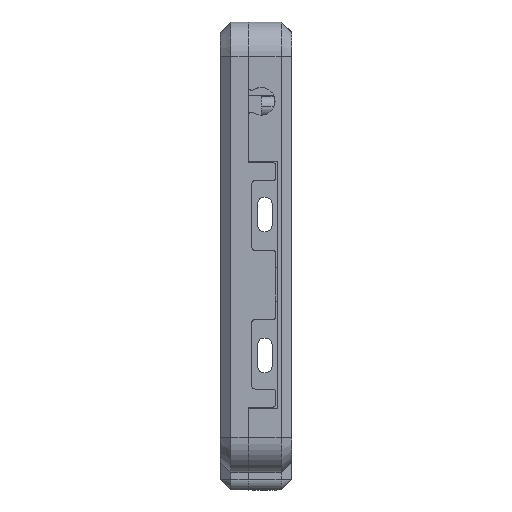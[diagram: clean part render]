
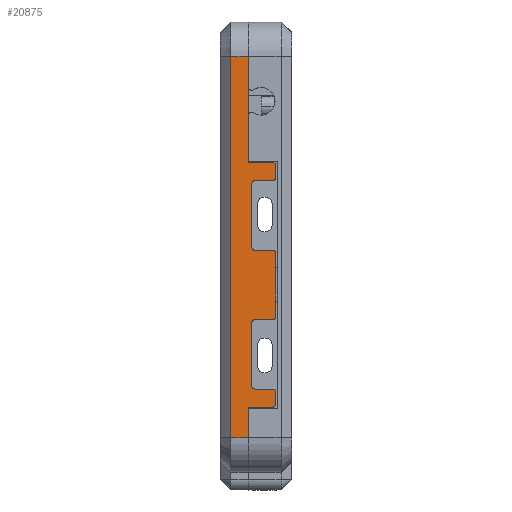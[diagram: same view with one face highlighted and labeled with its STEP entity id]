
A CAD part, left-side view. The second image highlights one B-rep face of the part: STEP entity #20875.
In plain terms, the highlighted planar face has unit normal (-1, 0, 0).
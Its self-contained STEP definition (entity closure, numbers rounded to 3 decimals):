
#18380=DIRECTION('',(0.,0.,1.));
#18381=VECTOR('',#18380,109.83);
#18382=CARTESIAN_POINT('',(-149.815,2.75,
19.017));
#18383=LINE('',#18382,#18381);
#18384=DIRECTION('',(0.,-1.,0.));
#18385=VECTOR('',#18384,5.);
#18386=CARTESIAN_POINT('',(-149.815,2.75,
128.847));
#18387=LINE('',#18386,#18385);
#18388=DIRECTION('',(0.,0.,-1.));
#18389=VECTOR('',#18388,30.547);
#18390=CARTESIAN_POINT('',(-149.815,-2.25,128.847));
#18391=LINE('',#18390,#18389);
#18392=DIRECTION('',(0.,-1.,0.));
#18393=VECTOR('',#18392,7.);
#18394=CARTESIAN_POINT('',(-149.815,-2.25,98.3));
#18395=LINE('',#18394,#18393);
#18396=CARTESIAN_POINT('',(-149.815,-9.25,97.3));
#18397=DIRECTION('',(1.,0.,0.));
#18398=DIRECTION('',(0.,0.,1.));
#18399=AXIS2_PLACEMENT_3D('',#18396,#18397,#18398);
#18401=DIRECTION('',(0.,0.,-1.));
#18402=VECTOR('',#18401,3.2);
#18403=CARTESIAN_POINT('',(-149.815,-10.25,97.3));
#18404=LINE('',#18403,#18402);
#18405=CARTESIAN_POINT('',(-149.815,-9.25,94.1));
#18406=DIRECTION('',(1.,0.,0.));
#18407=DIRECTION('',(0.,-1.,0.));
#18408=AXIS2_PLACEMENT_3D('',#18405,#18406,#18407);
#18410=CARTESIAN_POINT('',(-149.815,-4.25,92.1));
#18411=DIRECTION('',(-1.,0.,0.));
#18412=DIRECTION('',(0.,0.,1.));
#18413=AXIS2_PLACEMENT_3D('',#18410,#18411,#18412);
#18415=CARTESIAN_POINT('',(-149.815,-4.25,74.1));
#18416=DIRECTION('',(-1.,0.,0.));
#18417=DIRECTION('',(0.,1.,0.));
#18418=AXIS2_PLACEMENT_3D('',#18415,#18416,#18417);
#18420=DIRECTION('',(0.,-1.,0.));
#18421=VECTOR('',#18420,5.);
#18422=CARTESIAN_POINT('',(-149.815,-4.25,73.1));
#18423=LINE('',#18422,#18421);
#18424=CARTESIAN_POINT('',(-149.815,-9.25,72.1));
#18425=DIRECTION('',(1.,0.,0.));
#18426=DIRECTION('',(0.,0.,1.));
#18427=AXIS2_PLACEMENT_3D('',#18424,#18425,#18426);
#18429=DIRECTION('',(0.,0.,-1.));
#18430=VECTOR('',#18429,18.);
#18431=CARTESIAN_POINT('',(-149.815,-10.25,72.1));
#18432=LINE('',#18431,#18430);
#18433=CARTESIAN_POINT('',(-149.815,-9.25,54.1));
#18434=DIRECTION('',(1.,0.,0.));
#18435=DIRECTION('',(0.,-1.,0.));
#18436=AXIS2_PLACEMENT_3D('',#18433,#18434,#18435);
#18438=CARTESIAN_POINT('',(-149.815,-4.25,52.1));
#18439=DIRECTION('',(-1.,0.,0.));
#18440=DIRECTION('',(0.,0.,1.));
#18441=AXIS2_PLACEMENT_3D('',#18438,#18439,#18440);
#18443=CARTESIAN_POINT('',(-149.815,-4.25,34.1));
#18444=DIRECTION('',(-1.,0.,0.));
#18445=DIRECTION('',(0.,1.,0.));
#18446=AXIS2_PLACEMENT_3D('',#18443,#18444,#18445);
#18448=DIRECTION('',(0.,-1.,0.));
#18449=VECTOR('',#18448,5.);
#18450=CARTESIAN_POINT('',(-149.815,-4.25,33.1));
#18451=LINE('',#18450,#18449);
#18452=CARTESIAN_POINT('',(-149.815,-9.25,32.1));
#18453=DIRECTION('',(1.,0.,0.));
#18454=DIRECTION('',(0.,0.,1.));
#18455=AXIS2_PLACEMENT_3D('',#18452,#18453,#18454);
#18457=DIRECTION('',(0.,0.,-1.));
#18458=VECTOR('',#18457,3.2);
#18459=CARTESIAN_POINT('',(-149.815,-10.25,32.1));
#18460=LINE('',#18459,#18458);
#18461=CARTESIAN_POINT('',(-149.815,-9.25,28.9));
#18462=DIRECTION('',(1.,0.,0.));
#18463=DIRECTION('',(0.,-1.,0.));
#18464=AXIS2_PLACEMENT_3D('',#18461,#18462,#18463);
#18466=DIRECTION('',(0.,1.,0.));
#18467=VECTOR('',#18466,7.);
#18468=CARTESIAN_POINT('',(-149.815,-9.25,27.9));
#18469=LINE('',#18468,#18467);
#18470=DIRECTION('',(0.,0.,-1.));
#18471=VECTOR('',#18470,8.883);
#18472=CARTESIAN_POINT('',(-149.815,-2.25,27.9));
#18473=LINE('',#18472,#18471);
#18491=DIRECTION('',(0.,-1.,0.));
#18492=VECTOR('',#18491,5.);
#18493=CARTESIAN_POINT('',(-149.815,2.75,
19.017));
#18494=LINE('',#18493,#18492);
#19309=DIRECTION('',(0.,0.,1.));
#19310=VECTOR('',#19309,18.);
#19311=CARTESIAN_POINT('',(-149.815,-3.25,34.1));
#19312=LINE('',#19311,#19310);
#19321=DIRECTION('',(0.,-1.,0.));
#19322=VECTOR('',#19321,5.);
#19323=CARTESIAN_POINT('',(-149.815,-4.25,53.1));
#19324=LINE('',#19323,#19322);
#19357=DIRECTION('',(0.,0.,1.));
#19358=VECTOR('',#19357,18.);
#19359=CARTESIAN_POINT('',(-149.815,-3.25,74.1));
#19360=LINE('',#19359,#19358);
#19369=DIRECTION('',(0.,-1.,0.));
#19370=VECTOR('',#19369,5.);
#19371=CARTESIAN_POINT('',(-149.815,-4.25,93.1));
#19372=LINE('',#19371,#19370);
#19683=CARTESIAN_POINT('',(-149.815,-2.25,19.017));
#19684=VERTEX_POINT('',#19683);
#19685=CARTESIAN_POINT('',(-149.815,-2.25,27.9));
#19686=VERTEX_POINT('',#19685);
#19691=CARTESIAN_POINT('',(-149.815,-2.25,98.3));
#19692=VERTEX_POINT('',#19691);
#19693=CARTESIAN_POINT('',(-149.815,-2.25,128.847));
#19694=VERTEX_POINT('',#19693);
#20091=CARTESIAN_POINT('',(-149.815,2.75,19.017));
#20092=VERTEX_POINT('',#20091);
#20093=CARTESIAN_POINT('',(-149.815,2.75,
128.847));
#20094=VERTEX_POINT('',#20093);
#20095=CARTESIAN_POINT('',(-149.815,-9.25,98.3));
#20096=VERTEX_POINT('',#20095);
#20097=CARTESIAN_POINT('',(-149.815,-10.25,97.3));
#20098=VERTEX_POINT('',#20097);
#20099=CARTESIAN_POINT('',(-149.815,-10.25,94.1));
#20100=VERTEX_POINT('',#20099);
#20101=CARTESIAN_POINT('',(-149.815,-9.25,93.1));
#20102=VERTEX_POINT('',#20101);
#20103=CARTESIAN_POINT('',(-149.815,-4.25,93.1));
#20104=VERTEX_POINT('',#20103);
#20105=CARTESIAN_POINT('',(-149.815,-3.25,92.1));
#20106=VERTEX_POINT('',#20105);
#20107=CARTESIAN_POINT('',(-149.815,-3.25,74.1));
#20108=VERTEX_POINT('',#20107);
#20109=CARTESIAN_POINT('',(-149.815,-4.25,73.1));
#20110=VERTEX_POINT('',#20109);
#20111=CARTESIAN_POINT('',(-149.815,-9.25,73.1));
#20112=VERTEX_POINT('',#20111);
#20113=CARTESIAN_POINT('',(-149.815,-10.25,72.1));
#20114=VERTEX_POINT('',#20113);
#20115=CARTESIAN_POINT('',(-149.815,-10.25,54.1));
#20116=VERTEX_POINT('',#20115);
#20117=CARTESIAN_POINT('',(-149.815,-9.25,53.1));
#20118=VERTEX_POINT('',#20117);
#20119=CARTESIAN_POINT('',(-149.815,-4.25,53.1));
#20120=VERTEX_POINT('',#20119);
#20121=CARTESIAN_POINT('',(-149.815,-3.25,52.1));
#20122=VERTEX_POINT('',#20121);
#20123=CARTESIAN_POINT('',(-149.815,-3.25,34.1));
#20124=VERTEX_POINT('',#20123);
#20125=CARTESIAN_POINT('',(-149.815,-4.25,33.1));
#20126=VERTEX_POINT('',#20125);
#20127=CARTESIAN_POINT('',(-149.815,-9.25,33.1));
#20128=VERTEX_POINT('',#20127);
#20129=CARTESIAN_POINT('',(-149.815,-10.25,32.1));
#20130=VERTEX_POINT('',#20129);
#20131=CARTESIAN_POINT('',(-149.815,-10.25,28.9));
#20132=VERTEX_POINT('',#20131);
#20133=CARTESIAN_POINT('',(-149.815,-9.25,27.9));
#20134=VERTEX_POINT('',#20133);
#20819=CARTESIAN_POINT('',(-149.815,-2.25,19.017));
#20820=DIRECTION('',(-1.,0.,0.));
#20821=DIRECTION('',(0.,0.,1.));
#20822=AXIS2_PLACEMENT_3D('',#20819,#20820,#20821);
#20823=PLANE('',#20822);
#20825=ORIENTED_EDGE('',*,*,#20824,.T.);
#20826=ORIENTED_EDGE('',*,*,#20814,.T.);
#20827=ORIENTED_EDGE('',*,*,#20272,.T.);
#20829=ORIENTED_EDGE('',*,*,#20828,.T.);
#20831=ORIENTED_EDGE('',*,*,#20830,.T.);
#20833=ORIENTED_EDGE('',*,*,#20832,.T.);
#20835=ORIENTED_EDGE('',*,*,#20834,.T.);
#20837=ORIENTED_EDGE('',*,*,#20836,.F.);
#20839=ORIENTED_EDGE('',*,*,#20838,.T.);
#20841=ORIENTED_EDGE('',*,*,#20840,.F.);
#20843=ORIENTED_EDGE('',*,*,#20842,.T.);
#20845=ORIENTED_EDGE('',*,*,#20844,.T.);
#20847=ORIENTED_EDGE('',*,*,#20846,.T.);
#20849=ORIENTED_EDGE('',*,*,#20848,.T.);
#20851=ORIENTED_EDGE('',*,*,#20850,.T.);
#20853=ORIENTED_EDGE('',*,*,#20852,.F.);
#20855=ORIENTED_EDGE('',*,*,#20854,.T.);
#20857=ORIENTED_EDGE('',*,*,#20856,.F.);
#20859=ORIENTED_EDGE('',*,*,#20858,.T.);
#20861=ORIENTED_EDGE('',*,*,#20860,.T.);
#20863=ORIENTED_EDGE('',*,*,#20862,.T.);
#20865=ORIENTED_EDGE('',*,*,#20864,.T.);
#20867=ORIENTED_EDGE('',*,*,#20866,.T.);
#20869=ORIENTED_EDGE('',*,*,#20868,.T.);
#20870=ORIENTED_EDGE('',*,*,#20264,.T.);
#20872=ORIENTED_EDGE('',*,*,#20871,.F.);
#20873=EDGE_LOOP('',(#20825,#20826,#20827,#20829,#20831,#20833,#20835,#20837,
#20839,#20841,#20843,#20845,#20847,#20849,#20851,#20853,#20855,#20857,#20859,
#20861,#20863,#20865,#20867,#20869,#20870,#20872));
#20874=FACE_OUTER_BOUND('',#20873,.F.);
#20875=ADVANCED_FACE('',(#20874),#20823,.T.);
#18400=CIRCLE('',#18399,1.);
#18409=CIRCLE('',#18408,1.);
#18414=CIRCLE('',#18413,1.);
#18419=CIRCLE('',#18418,1.);
#18428=CIRCLE('',#18427,1.);
#18437=CIRCLE('',#18436,1.);
#18442=CIRCLE('',#18441,1.);
#18447=CIRCLE('',#18446,1.);
#18456=CIRCLE('',#18455,1.);
#18465=CIRCLE('',#18464,1.);
#20264=EDGE_CURVE('',#19686,#19684,#18473,.T.);
#20272=EDGE_CURVE('',#19694,#19692,#18391,.T.);
#20814=EDGE_CURVE('',#20094,#19694,#18387,.T.);
#20824=EDGE_CURVE('',#20092,#20094,#18383,.T.);
#20828=EDGE_CURVE('',#19692,#20096,#18395,.T.);
#20830=EDGE_CURVE('',#20096,#20098,#18400,.T.);
#20832=EDGE_CURVE('',#20098,#20100,#18404,.T.);
#20834=EDGE_CURVE('',#20100,#20102,#18409,.T.);
#20836=EDGE_CURVE('',#20104,#20102,#19372,.T.);
#20838=EDGE_CURVE('',#20104,#20106,#18414,.T.);
#20840=EDGE_CURVE('',#20108,#20106,#19360,.T.);
#20842=EDGE_CURVE('',#20108,#20110,#18419,.T.);
#20844=EDGE_CURVE('',#20110,#20112,#18423,.T.);
#20846=EDGE_CURVE('',#20112,#20114,#18428,.T.);
#20848=EDGE_CURVE('',#20114,#20116,#18432,.T.);
#20850=EDGE_CURVE('',#20116,#20118,#18437,.T.);
#20852=EDGE_CURVE('',#20120,#20118,#19324,.T.);
#20854=EDGE_CURVE('',#20120,#20122,#18442,.T.);
#20856=EDGE_CURVE('',#20124,#20122,#19312,.T.);
#20858=EDGE_CURVE('',#20124,#20126,#18447,.T.);
#20860=EDGE_CURVE('',#20126,#20128,#18451,.T.);
#20862=EDGE_CURVE('',#20128,#20130,#18456,.T.);
#20864=EDGE_CURVE('',#20130,#20132,#18460,.T.);
#20866=EDGE_CURVE('',#20132,#20134,#18465,.T.);
#20868=EDGE_CURVE('',#20134,#19686,#18469,.T.);
#20871=EDGE_CURVE('',#20092,#19684,#18494,.T.);
